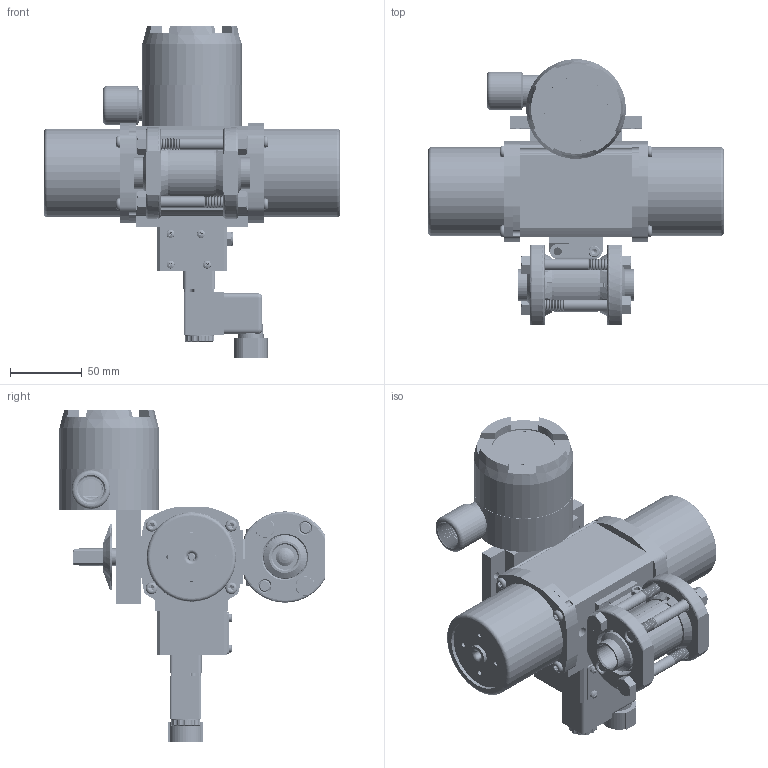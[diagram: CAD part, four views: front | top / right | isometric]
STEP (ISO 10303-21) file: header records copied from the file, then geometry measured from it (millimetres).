
FILE_DESCRIPTION (( 'STEP AP203' ), '1' );
FILE_NAME ('27XXSWFA512SR3GPDCLS.step', '2018-06-12T18:23:19', ( '' ), ( '' ), 'SwSTEP 2.0', 'SolidWorks 2017', '' );
FILE_SCHEMA (( 'CONFIG_CONTROL_DESIGN' ));
Products named in the file (1): 27XXSWFA512SR3GPDCLS
Bounding box: 206.12 x 184.85 x 231.14 mm (x, y, z)
Volume: 872387.9 mm3; surface area: 365499.3 mm2
Topology: 66 solids, 66 shells, 6358 faces, 16992 edges, 10847 vertices
Faces by surface type: cylinder 3096, cone 2017, plane 882, torus 214, bspline 135, sphere 14
Entity records: 249636 total; most frequent: CARTESIAN_POINT 94852, ORIENTED_EDGE 33680, DIRECTION 32844, EDGE_CURVE 16840, AXIS2_PLACEMENT_3D 13337, VERTEX_POINT 10843, CIRCLE 7113, EDGE_LOOP 6853
